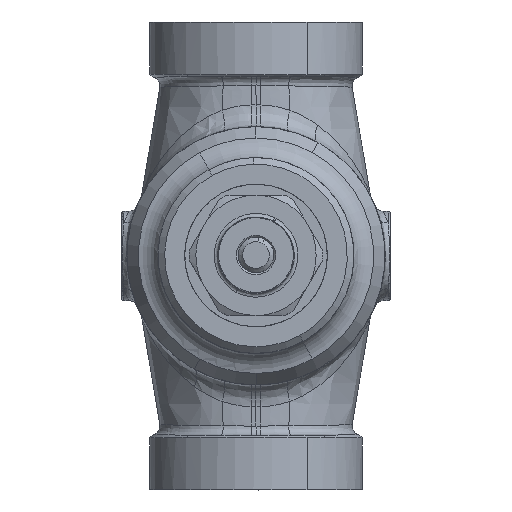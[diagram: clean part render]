
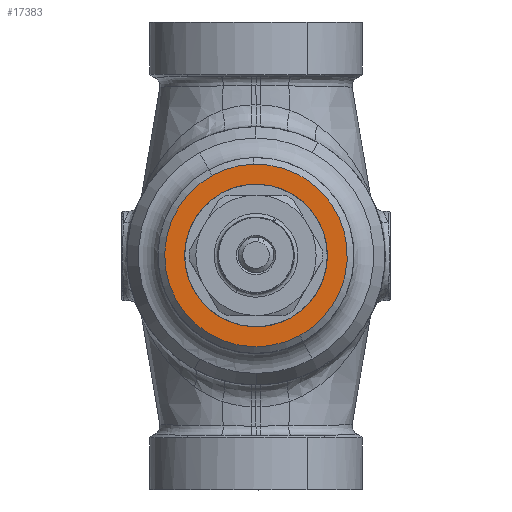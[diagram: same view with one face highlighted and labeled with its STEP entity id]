
A CAD part, top view. The second image highlights one B-rep face of the part: STEP entity #17383.
In plain terms, the highlighted planar face has unit normal (0, 0, 1).
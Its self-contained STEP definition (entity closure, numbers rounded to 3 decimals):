
#15941=CARTESIAN_POINT('Vertex',(-0.527,20.493,68.)) ;
#15948=CARTESIAN_POINT('Vertex',(-9.828,17.99,68.)) ;
#15951=CARTESIAN_POINT('Axis2P3D Location',(0.,0.,68.)) ;
#15968=CARTESIAN_POINT('Axis2P3D Location',(0.,0.,68.)) ;
#15972=CARTESIAN_POINT('Vertex',(9.828,-17.99,68.)) ;
#15992=CARTESIAN_POINT('Axis2P3D Location',(0.,0.,68.)) ;
#17313=CARTESIAN_POINT('Axis2P3D Location',(0.,16.,68.)) ;
#17324=CARTESIAN_POINT('Control Point',(-7.671,14.041,68.)) ;
#17325=CARTESIAN_POINT('Control Point',(-9.047,13.29,68.)) ;
#17326=CARTESIAN_POINT('Control Point',(-10.33,12.37,68.)) ;
#17327=CARTESIAN_POINT('Control Point',(-11.494,11.296,68.)) ;
#17328=CARTESIAN_POINT('Control Point',(-13.536,8.886,68.)) ;
#17329=CARTESIAN_POINT('Control Point',(-14.936,6.054,68.)) ;
#17330=CARTESIAN_POINT('Control Point',(-15.458,4.559,68.)) ;
#17331=CARTESIAN_POINT('Control Point',(-16.125,1.471,68.)) ;
#17332=CARTESIAN_POINT('Control Point',(-16.028,-1.686,68.)) ;
#17333=CARTESIAN_POINT('Control Point',(-15.785,-3.251,68.)) ;
#17334=CARTESIAN_POINT('Control Point',(-14.921,-6.289,68.)) ;
#17335=CARTESIAN_POINT('Control Point',(-13.349,-9.029,68.)) ;
#17336=CARTESIAN_POINT('Control Point',(-12.399,-10.296,68.)) ;
#17337=CARTESIAN_POINT('Control Point',(-10.207,-12.57,68.)) ;
#17338=CARTESIAN_POINT('Control Point',(-7.531,-14.248,68.)) ;
#17339=CARTESIAN_POINT('Control Point',(-6.096,-14.919,68.)) ;
#17340=CARTESIAN_POINT('Control Point',(-3.091,-15.894,68.)) ;
#17341=CARTESIAN_POINT('Control Point',(0.06,-16.116,68.)) ;
#17342=CARTESIAN_POINT('Control Point',(1.641,-16.032,68.)) ;
#17343=CARTESIAN_POINT('Control Point',(3.838,-15.642,68.)) ;
#17344=CARTESIAN_POINT('Control Point',(5.922,-14.885,68.)) ;
#17345=CARTESIAN_POINT('Control Point',(6.519,-14.633,68.)) ;
#17346=CARTESIAN_POINT('Control Point',(7.103,-14.352,68.)) ;
#17347=CARTESIAN_POINT('Control Point',(7.671,-14.041,68.)) ;
#17348=CARTESIAN_POINT('Vertex',(-7.671,14.041,68.)) ;
#17350=CARTESIAN_POINT('Vertex',(7.671,-14.041,68.)) ;
#17354=CARTESIAN_POINT('Control Point',(7.671,-14.041,68.)) ;
#17355=CARTESIAN_POINT('Control Point',(9.047,-13.29,68.)) ;
#17356=CARTESIAN_POINT('Control Point',(10.33,-12.37,68.)) ;
#17357=CARTESIAN_POINT('Control Point',(11.494,-11.296,68.)) ;
#17358=CARTESIAN_POINT('Control Point',(13.536,-8.886,68.)) ;
#17359=CARTESIAN_POINT('Control Point',(14.936,-6.054,68.)) ;
#17360=CARTESIAN_POINT('Control Point',(15.458,-4.559,68.)) ;
#17361=CARTESIAN_POINT('Control Point',(16.125,-1.471,68.)) ;
#17362=CARTESIAN_POINT('Control Point',(16.028,1.686,68.)) ;
#17363=CARTESIAN_POINT('Control Point',(15.785,3.251,68.)) ;
#17364=CARTESIAN_POINT('Control Point',(14.921,6.289,68.)) ;
#17365=CARTESIAN_POINT('Control Point',(13.349,9.029,68.)) ;
#17366=CARTESIAN_POINT('Control Point',(12.399,10.296,68.)) ;
#17367=CARTESIAN_POINT('Control Point',(10.207,12.57,68.)) ;
#17368=CARTESIAN_POINT('Control Point',(7.531,14.248,68.)) ;
#17369=CARTESIAN_POINT('Control Point',(6.096,14.919,68.)) ;
#17370=CARTESIAN_POINT('Control Point',(3.091,15.894,68.)) ;
#17371=CARTESIAN_POINT('Control Point',(-0.06,16.116,68.)) ;
#17372=CARTESIAN_POINT('Control Point',(-1.641,16.032,68.)) ;
#17373=CARTESIAN_POINT('Control Point',(-3.838,15.642,68.)) ;
#17374=CARTESIAN_POINT('Control Point',(-5.922,14.885,68.)) ;
#17375=CARTESIAN_POINT('Control Point',(-6.519,14.633,68.)) ;
#17376=CARTESIAN_POINT('Control Point',(-7.103,14.352,68.)) ;
#17377=CARTESIAN_POINT('Control Point',(-7.671,14.041,68.)) ;
#15952=DIRECTION('Axis2P3D Direction',(0.,0.,-1.)) ;
#15969=DIRECTION('Axis2P3D Direction',(0.,0.,-1.)) ;
#15993=DIRECTION('Axis2P3D Direction',(0.,0.,-1.)) ;
#17314=DIRECTION('Axis2P3D Direction',(0.,0.,1.)) ;
#17315=DIRECTION('Axis2P3D XDirection',(1.,0.,0.)) ;
#15953=AXIS2_PLACEMENT_3D('Circle Axis2P3D',#15951,#15952,$) ;
#15970=AXIS2_PLACEMENT_3D('Circle Axis2P3D',#15968,#15969,$) ;
#15994=AXIS2_PLACEMENT_3D('Circle Axis2P3D',#15992,#15993,$) ;
#17316=AXIS2_PLACEMENT_3D('Plane Axis2P3D',#17313,#17314,#17315) ;
#17319=ORIENTED_EDGE('',*,*,#15974,.T.) ;
#17320=ORIENTED_EDGE('',*,*,#15955,.T.) ;
#17321=ORIENTED_EDGE('',*,*,#15996,.T.) ;
#17380=ORIENTED_EDGE('',*,*,#17352,.F.) ;
#17381=ORIENTED_EDGE('',*,*,#17378,.F.) ;
#17382=FACE_BOUND('',#17379,.T.) ;
#17383=ADVANCED_FACE('',(#17322,#17382),#17317,.T.) ;
#17323=B_SPLINE_CURVE_WITH_KNOTS('',5,(#17324,#17325,#17326,#17327,#17328,#17329,#17330,#17331,#17332,#17333,#17334,#17335,#17336,#17337,#17338,#17339,#17340,#17341,#17342,#17343,#17344,#17345,#17346,#17347),.UNSPECIFIED.,.F.,.U.,(6,3,3,3,3,3,3,6),(0.,11.085,22.17,33.255,44.34,55.425,66.51,71.085),.UNSPECIFIED.) ;
#17353=B_SPLINE_CURVE_WITH_KNOTS('',5,(#17354,#17355,#17356,#17357,#17358,#17359,#17360,#17361,#17362,#17363,#17364,#17365,#17366,#17367,#17368,#17369,#17370,#17371,#17372,#17373,#17374,#17375,#17376,#17377),.UNSPECIFIED.,.F.,.U.,(6,3,3,3,3,3,3,6),(0.,11.085,22.17,33.255,44.34,55.425,66.51,71.085),.UNSPECIFIED.) ;
#15954=CIRCLE('generated circle',#15953,20.5) ;
#15971=CIRCLE('generated circle',#15970,20.5) ;
#15995=CIRCLE('generated circle',#15994,20.5) ;
#15955=EDGE_CURVE('',#15942,#15949,#15954,.F.) ;
#15974=EDGE_CURVE('',#15973,#15942,#15971,.F.) ;
#15996=EDGE_CURVE('',#15949,#15973,#15995,.F.) ;
#17352=EDGE_CURVE('',#17349,#17351,#17323,.T.) ;
#17378=EDGE_CURVE('',#17351,#17349,#17353,.T.) ;
#17318=EDGE_LOOP('',(#17319,#17320,#17321)) ;
#17379=EDGE_LOOP('',(#17380,#17381)) ;
#17322=FACE_OUTER_BOUND('',#17318,.T.) ;
#17317=PLANE('Plane',#17316) ;
#15942=VERTEX_POINT('',#15941) ;
#15949=VERTEX_POINT('',#15948) ;
#15973=VERTEX_POINT('',#15972) ;
#17349=VERTEX_POINT('',#17348) ;
#17351=VERTEX_POINT('',#17350) ;
